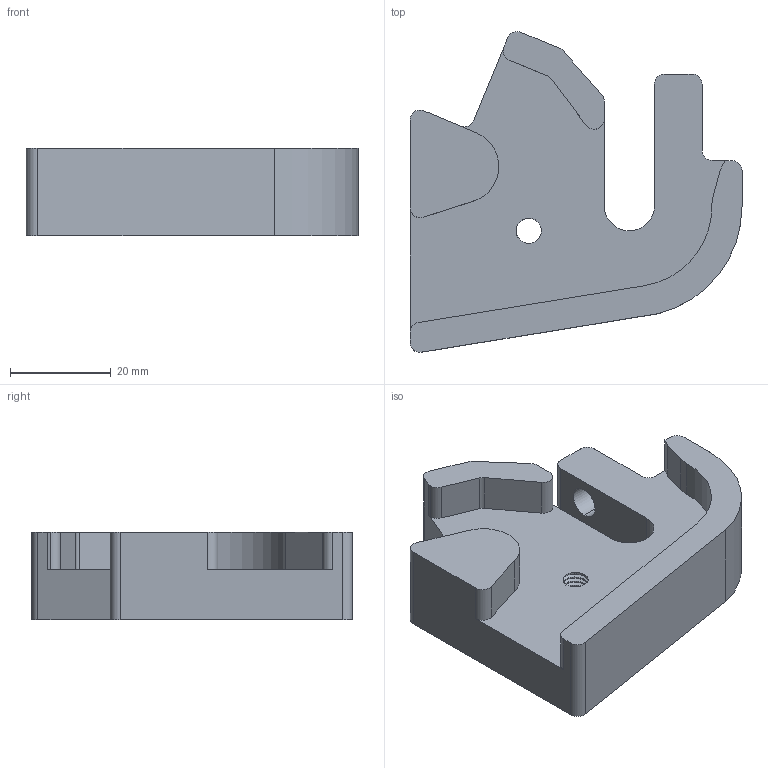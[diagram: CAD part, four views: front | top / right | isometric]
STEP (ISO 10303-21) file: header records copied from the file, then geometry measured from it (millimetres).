
FILE_DESCRIPTION (( 'STEP AP203' ), '1' );
FILE_NAME ('torque arm drive side v2_0.STEP', '2022-03-25T02:21:35', ( '' ), ( '' ), 'SwSTEP 2.0', 'SolidWorks 2021', '' );
FILE_SCHEMA (( 'CONFIG_CONTROL_DESIGN' ));
Length unit declared in the file: millimetre
Products named in the file (1): torque arm drive side v2_0
Bounding box: 66.07 x 63.83 x 17.5 mm (x, y, z)
Volume: 33515.3 mm3; surface area: 11663.2 mm2
Topology: 1 solids, 1 shells, 128 faces, 365 edges, 238 vertices
Faces by surface type: cylinder 92, plane 28, bspline 6, cone 2
Entity records: 9341 total; most frequent: CARTESIAN_POINT 6321, ORIENTED_EDGE 726, DIRECTION 522, EDGE_CURVE 363, VERTEX_POINT 238, AXIS2_PLACEMENT_3D 175, LINE 172, VECTOR 172
